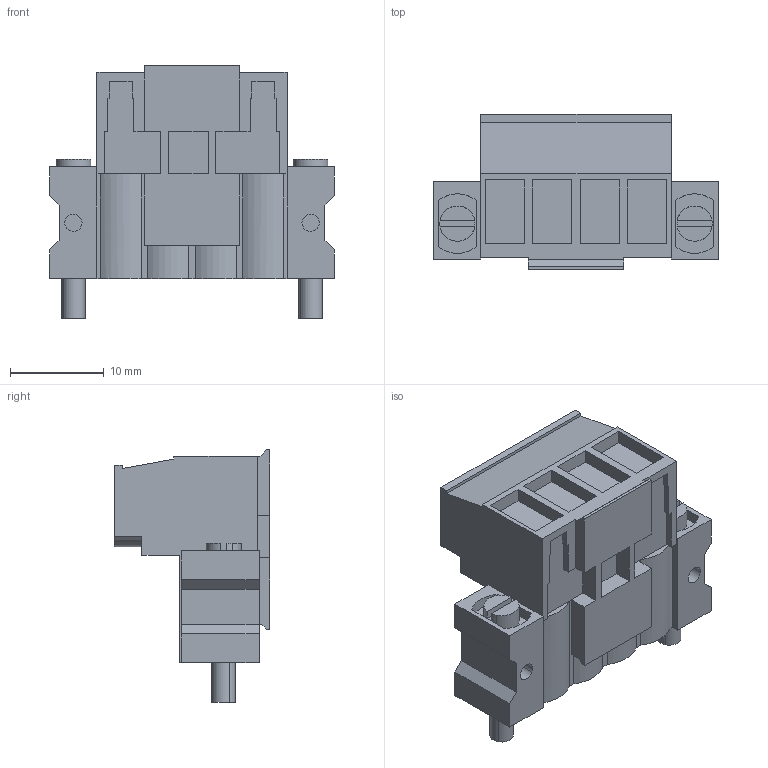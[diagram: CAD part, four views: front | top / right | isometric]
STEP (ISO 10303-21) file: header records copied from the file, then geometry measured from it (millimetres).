
FILE_DESCRIPTION(('CATIA V5 STEP','CAx-IF Rec.Pracs.--- Model Styling and Organization---1.2---2011-12-15'),'2;1');
FILE_NAME ('D1457450_0_1846230000_1846230000.stp','2017-06-01T07:45:02+00:00',('none'),('Weidmueller'),'CATIA Version 5-6 Release 2014','CATIA V5 STEP AP214','none');
FILE_SCHEMA(('AUTOMOTIVE_DESIGN { 1 0 10303 214 1 1 1 1 }'));
Length unit declared in the file: millimetre
Products named in the file (1): 1846230000
Bounding box: 30.44 x 16.6 x 26.98 mm (x, y, z)
Volume: 4632.6 mm3; surface area: 4585.5 mm2
Topology: 11 solids, 11 shells, 372 faces, 988 edges, 664 vertices
Faces by surface type: plane 284, cylinder 72, extrusion 16
Entity records: 11332 total; most frequent: CARTESIAN_POINT 2454, ORIENTED_EDGE 1976, DIRECTION 1486, EDGE_CURVE 988, VECTOR 802, LINE 786, VERTEX_POINT 664, AXIS2_PLACEMENT_3D 428
